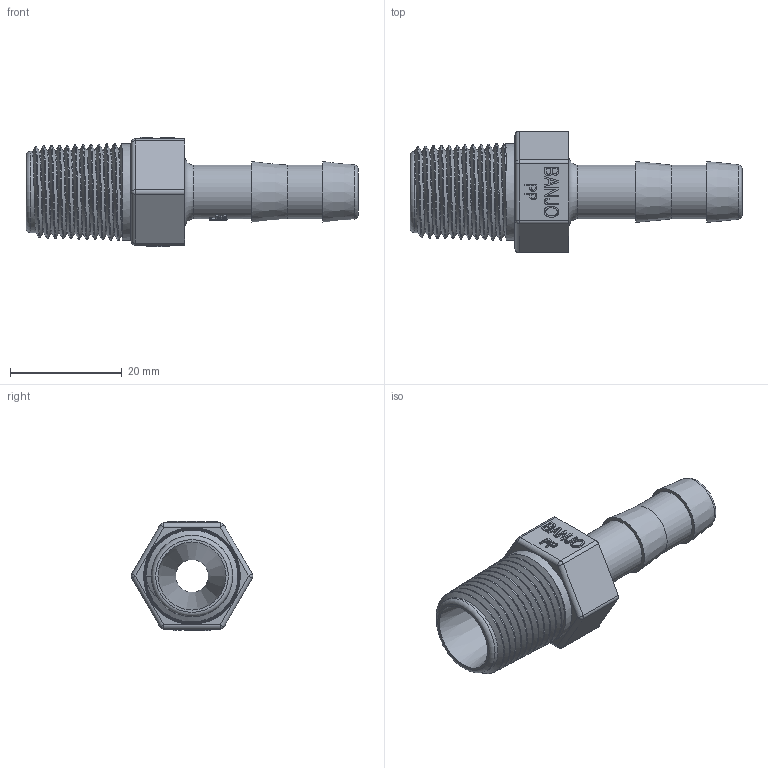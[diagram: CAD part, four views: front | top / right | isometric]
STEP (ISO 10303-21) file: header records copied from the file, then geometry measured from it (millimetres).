
FILE_DESCRIPTION(/* description */ ('3/8" NPT THREAD X 3/8" HOSE BARB'),/* implementation_level */ '2;1');
FILE_NAME(/* name */ 'HB038.stp',/* time_stamp */ '2013-12-17T10:40:02-05:00',/* author */ ('DCerny'),/* organization */ (''),/* preprocessor_version */ 'ST-DEVELOPER v15.2',/* originating_system */ 'Autodesk Inventor 2014',/* authorisation */ '');
FILE_SCHEMA (('AUTOMOTIVE_DESIGN { 1 0 10303 214 3 1 1 }'));
Length unit declared in the file: inch
Products named in the file (1): HB038
Bounding box: 59.44 x 21.76 x 19.56 mm (x, y, z)
Volume: 6602.8 mm3; surface area: 4940.9 mm2
Topology: 1 solids, 1 shells, 289 faces, 741 edges, 485 vertices
Faces by surface type: plane 129, bspline 109, cylinder 25, cone 17, sphere 6, torus 3
Full cylindrical faces by diameter (mm): 5.842 x1, 9.652 x2, 17.272 x1
Entity records: 11830 total; most frequent: CARTESIAN_POINT 5848, ORIENTED_EDGE 1388, DIRECTION 883, EDGE_CURVE 694, VERTEX_POINT 461, LINE 395, VECTOR 395, EDGE_LOOP 321
